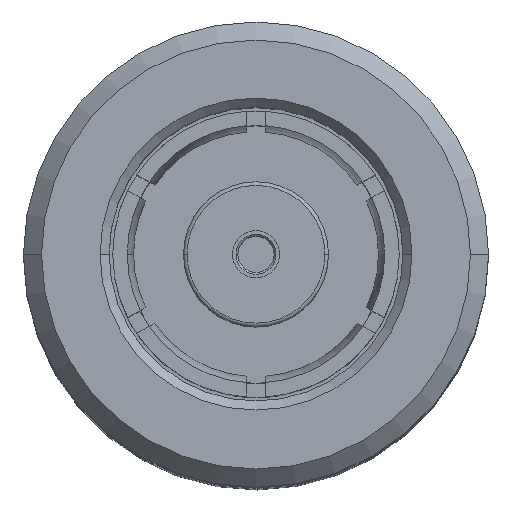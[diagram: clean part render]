
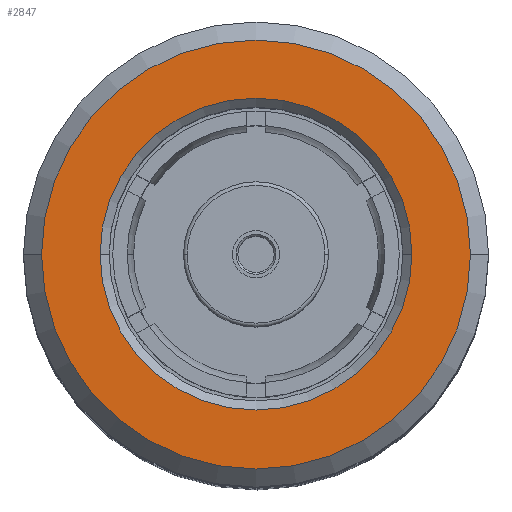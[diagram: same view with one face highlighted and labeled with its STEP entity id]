
A CAD part, top view. The second image highlights one B-rep face of the part: STEP entity #2847.
In plain terms, the highlighted planar face has unit normal (0, 0, 1).
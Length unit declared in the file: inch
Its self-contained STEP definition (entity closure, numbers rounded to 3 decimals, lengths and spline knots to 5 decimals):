
#51 = ORIENTED_EDGE ( 'NONE', *, *, #1078, .T. ) ;
#144 = CIRCLE ( 'NONE', #2400, 0.11827 ) ;
#191 = FACE_BOUND ( 'NONE', #2917, .T. ) ;
#338 = ORIENTED_EDGE ( 'NONE', *, *, #1795, .T. ) ;
#382 = EDGE_CURVE ( 'NONE', #2417, #3155, #144, .T. ) ;
#492 = ORIENTED_EDGE ( 'NONE', *, *, #382, .T. ) ;
#536 = CARTESIAN_POINT ( 'NONE',  ( -0.11827, -0.00027, 0.404 ) ) ;
#640 = CARTESIAN_POINT ( 'NONE',  ( 0., -0.00027, 0.404 ) ) ;
#662 = CARTESIAN_POINT ( 'NONE',  ( 0.11827, -0.00027, 0.404 ) ) ;
#671 = CARTESIAN_POINT ( 'NONE',  ( 0.086, 0., 0.404 ) ) ;
#695 = PLANE ( 'NONE',  #1352 ) ;
#850 = CARTESIAN_POINT ( 'NONE',  ( 0., 0., 0.404 ) ) ;
#869 = AXIS2_PLACEMENT_3D ( 'NONE', #2558, #1007, #1739 ) ;
#1007 = DIRECTION ( 'NONE',  ( 0., 0., -1. ) ) ;
#1078 = EDGE_CURVE ( 'NONE', #3018, #1188, #1311, .T. ) ;
#1112 = DIRECTION ( 'NONE',  ( 0., 0., -1. ) ) ;
#1156 = DIRECTION ( 'NONE',  ( -1., 0., 0. ) ) ;
#1183 = CARTESIAN_POINT ( 'NONE',  ( 0., -0.00027, 0.404 ) ) ;
#1188 = VERTEX_POINT ( 'NONE', #1320 ) ;
#1213 = DIRECTION ( 'NONE',  ( -1., 0., 0. ) ) ;
#1222 = EDGE_CURVE ( 'NONE', #3155, #2417, #3206, .T. ) ;
#1311 = CIRCLE ( 'NONE', #2937, 0.086 ) ;
#1320 = CARTESIAN_POINT ( 'NONE',  ( -0.086, 0., 0.404 ) ) ;
#1352 = AXIS2_PLACEMENT_3D ( 'NONE', #3009, #2730, #1213 ) ;
#1434 = ORIENTED_EDGE ( 'NONE', *, *, #1222, .T. ) ;
#1470 = AXIS2_PLACEMENT_3D ( 'NONE', #1183, #2452, #1986 ) ;
#1739 = DIRECTION ( 'NONE',  ( -1., 0., 0. ) ) ;
#1795 = EDGE_CURVE ( 'NONE', #1188, #3018, #1926, .T. ) ;
#1926 = CIRCLE ( 'NONE', #869, 0.086 ) ;
#1986 = DIRECTION ( 'NONE',  ( -1., 0., 0. ) ) ;
#2118 = EDGE_LOOP ( 'NONE', ( #492, #1434 ) ) ;
#2131 = FACE_OUTER_BOUND ( 'NONE', #2118, .T. ) ;
#2400 = AXIS2_PLACEMENT_3D ( 'NONE', #640, #2429, #1156 ) ;
#2417 = VERTEX_POINT ( 'NONE', #536 ) ;
#2429 = DIRECTION ( 'NONE',  ( 0., 0., 1. ) ) ;
#2452 = DIRECTION ( 'NONE',  ( 0., 0., 1. ) ) ;
#2558 = CARTESIAN_POINT ( 'NONE',  ( 0., 0., 0.404 ) ) ;
#2655 = DIRECTION ( 'NONE',  ( -1., 0., 0. ) ) ;
#2730 = DIRECTION ( 'NONE',  ( 0., 0., -1. ) ) ;
#2847 = ADVANCED_FACE ( 'NONE', ( #2131, #191 ), #695, .F. ) ;
#2917 = EDGE_LOOP ( 'NONE', ( #51, #338 ) ) ;
#2937 = AXIS2_PLACEMENT_3D ( 'NONE', #850, #1112, #2655 ) ;
#3009 = CARTESIAN_POINT ( 'NONE',  ( 0., 0., 0.404 ) ) ;
#3018 = VERTEX_POINT ( 'NONE', #671 ) ;
#3155 = VERTEX_POINT ( 'NONE', #662 ) ;
#3206 = CIRCLE ( 'NONE', #1470, 0.11827 ) ;
